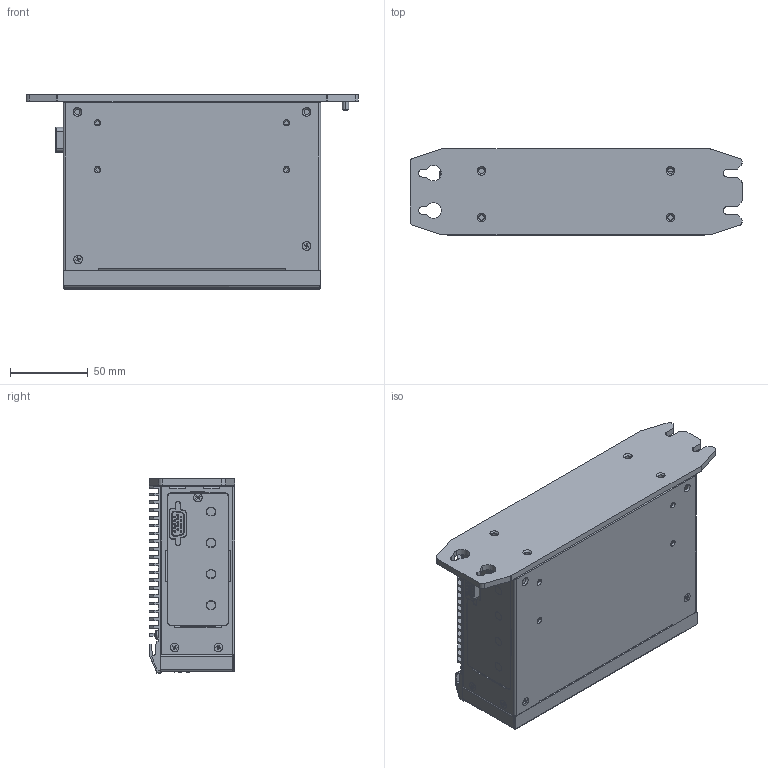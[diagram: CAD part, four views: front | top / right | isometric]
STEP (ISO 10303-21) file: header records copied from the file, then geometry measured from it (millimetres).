
FILE_DESCRIPTION (( 'STEP AP214' ), '1' );
FILE_NAME ('NP6118.STEP', '2022-05-26T09:02:49', ( 'DHB' ), ( 'Microsoft' ), 'SwSTEP 2.0', 'SolidWorks 2016', '' );
FILE_SCHEMA (( 'AUTOMOTIVE_DESIGN' ));
Length unit declared in the file: millimetre
Products named in the file (1): NP6118
Bounding box: 213 x 55 x 124.7 mm (x, y, z)
Surface area: 244585.7 mm2 (no closed solid volume)
Topology: 0 solids, 89 shells, 2207 faces, 8773 edges, 6533 vertices
Faces by surface type: plane 1707, cylinder 347, cone 78, bspline 51, torus 16, sphere 8
Entity records: 117924 total; most frequent: CARTESIAN_POINT 24626, DIRECTION 13384, ORIENTED_EDGE 13031, EDGE_CURVE 8737, VECTOR 6818, LINE 6818, VERTEX_POINT 6529, AXIS2_PLACEMENT_3D 3283
